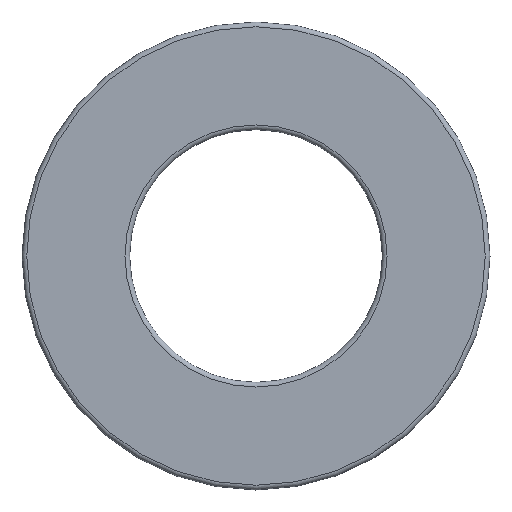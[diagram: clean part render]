
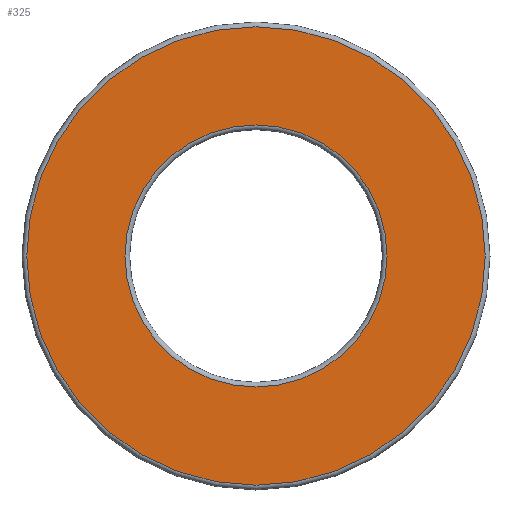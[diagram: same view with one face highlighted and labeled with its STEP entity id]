
A CAD part, left-side view. The second image highlights one B-rep face of the part: STEP entity #325.
In plain terms, the highlighted planar face has unit normal (-1, 0, 0).
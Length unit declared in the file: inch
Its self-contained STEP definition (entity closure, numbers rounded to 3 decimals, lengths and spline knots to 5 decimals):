
#5 = CIRCLE ( 'NONE', #425, 0.96437 ) ;
#52 = EDGE_LOOP ( 'NONE', ( #740 ) ) ;
#56 = CARTESIAN_POINT ( 'NONE',  ( -0.3125, 0., 0. ) ) ;
#84 = CARTESIAN_POINT ( 'NONE',  ( -0.3125, 0., 0. ) ) ;
#174 = VERTEX_POINT ( 'NONE', #1358 ) ;
#195 = DIRECTION ( 'NONE',  ( 0., 0., 1. ) ) ;
#290 = FACE_BOUND ( 'NONE', #52, .T. ) ;
#325 = ADVANCED_FACE ( 'NONE', ( #290, #1284 ), #723, .F. ) ;
#425 = AXIS2_PLACEMENT_3D ( 'NONE', #84, #748, #195 ) ;
#584 = EDGE_CURVE ( 'NONE', #174, #174, #5, .T. ) ;
#598 = DIRECTION ( 'NONE',  ( 0., 0., 1. ) ) ;
#608 = VERTEX_POINT ( 'NONE', #1128 ) ;
#697 = AXIS2_PLACEMENT_3D ( 'NONE', #1061, #1300, #841 ) ;
#723 = PLANE ( 'NONE',  #697 ) ;
#740 = ORIENTED_EDGE ( 'NONE', *, *, #756, .F. ) ;
#748 = DIRECTION ( 'NONE',  ( -1., 0., 0. ) ) ;
#756 = EDGE_CURVE ( 'NONE', #608, #608, #1349, .T. ) ;
#841 = DIRECTION ( 'NONE',  ( 0., 0., -1. ) ) ;
#982 = ORIENTED_EDGE ( 'NONE', *, *, #584, .T. ) ;
#1061 = CARTESIAN_POINT ( 'NONE',  ( -0.3125, 0., 0. ) ) ;
#1128 = CARTESIAN_POINT ( 'NONE',  ( -0.3125, 0., 0.55125 ) ) ;
#1264 = AXIS2_PLACEMENT_3D ( 'NONE', #56, #1298, #598 ) ;
#1284 = FACE_OUTER_BOUND ( 'NONE', #1339, .T. ) ;
#1298 = DIRECTION ( 'NONE',  ( -1., 0., 0. ) ) ;
#1300 = DIRECTION ( 'NONE',  ( 1., 0., 0. ) ) ;
#1339 = EDGE_LOOP ( 'NONE', ( #982 ) ) ;
#1349 = CIRCLE ( 'NONE', #1264, 0.55125 ) ;
#1358 = CARTESIAN_POINT ( 'NONE',  ( -0.3125, 0., 0.96437 ) ) ;
